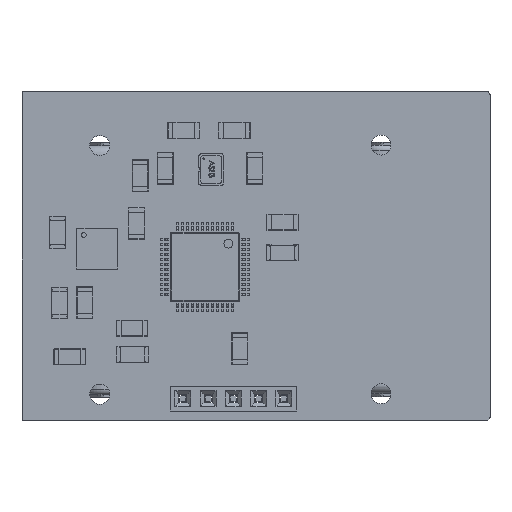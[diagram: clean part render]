
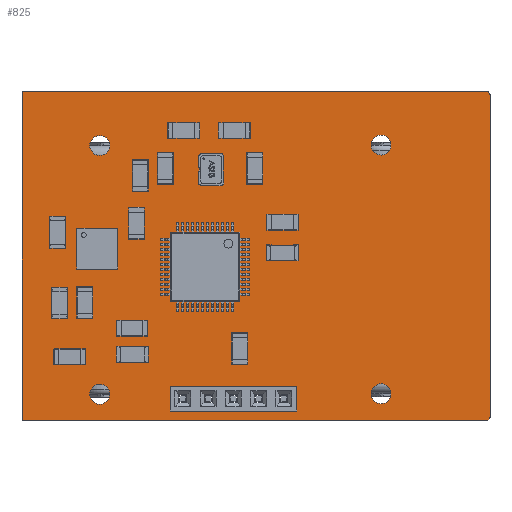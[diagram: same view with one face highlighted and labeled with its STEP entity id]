
A CAD part, top view. The second image highlights one B-rep face of the part: STEP entity #825.
In plain terms, the highlighted planar face has unit normal (0, 0, 1).
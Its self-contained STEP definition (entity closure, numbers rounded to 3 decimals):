
#136 = VERTEX_POINT('',#137);
#137 = CARTESIAN_POINT('',(27.945,74.527,0.411));
#143 = EDGE_CURVE('',#136,#144,#146,.T.);
#144 = VERTEX_POINT('',#145);
#145 = CARTESIAN_POINT('',(27.795,74.678,0.411));
#146 = CIRCLE('',#147,0.15);
#147 = AXIS2_PLACEMENT_3D('',#148,#149,#150);
#148 = CARTESIAN_POINT('',(27.945,74.677,0.411));
#149 = DIRECTION('',(0.,0.,-1.));
#150 = DIRECTION('',(-0.002,-1.,0.));
#176 = EDGE_CURVE('',#144,#177,#179,.T.);
#177 = VERTEX_POINT('',#178);
#178 = CARTESIAN_POINT('',(27.795,107.517,0.411));
#179 = LINE('',#180,#181);
#180 = CARTESIAN_POINT('',(27.795,74.678,0.411));
#181 = VECTOR('',#182,1.);
#182 = DIRECTION('',(0.,1.,0.));
#207 = EDGE_CURVE('',#177,#208,#210,.T.);
#208 = VERTEX_POINT('',#209);
#209 = CARTESIAN_POINT('',(27.945,107.667,0.411));
#210 = CIRCLE('',#211,0.15);
#211 = AXIS2_PLACEMENT_3D('',#212,#213,#214);
#212 = CARTESIAN_POINT('',(27.945,107.517,0.411));
#213 = DIRECTION('',(0.,0.,-1.));
#214 = DIRECTION('',(-1.,0.001,0.));
#240 = EDGE_CURVE('',#208,#241,#243,.T.);
#241 = VERTEX_POINT('',#242);
#242 = CARTESIAN_POINT('',(74.509,107.667,0.411));
#243 = LINE('',#244,#245);
#244 = CARTESIAN_POINT('',(27.945,107.667,0.411));
#245 = VECTOR('',#246,1.);
#246 = DIRECTION('',(1.,0.,0.));
#271 = EDGE_CURVE('',#241,#272,#274,.T.);
#272 = VERTEX_POINT('',#273);
#273 = CARTESIAN_POINT('',(74.656,107.489,0.411));
#274 = CIRCLE('',#275,0.149);
#275 = AXIS2_PLACEMENT_3D('',#276,#277,#278);
#276 = CARTESIAN_POINT('',(74.51,107.518,0.411));
#277 = DIRECTION('',(0.,0.,-1.));
#278 = DIRECTION('',(-0.01,1.,0.));
#304 = EDGE_CURVE('',#272,#305,#307,.T.);
#305 = VERTEX_POINT('',#306);
#306 = CARTESIAN_POINT('',(74.835,107.341,0.411));
#307 = CIRCLE('',#308,0.151);
#308 = AXIS2_PLACEMENT_3D('',#309,#310,#311);
#309 = CARTESIAN_POINT('',(74.684,107.34,0.411));
#310 = DIRECTION('',(0.,0.,-1.));
#311 = DIRECTION('',(-0.184,0.983,0.));
#337 = EDGE_CURVE('',#305,#338,#340,.T.);
#338 = VERTEX_POINT('',#339);
#339 = CARTESIAN_POINT('',(74.835,74.853,0.411));
#340 = LINE('',#341,#342);
#341 = CARTESIAN_POINT('',(74.835,107.341,0.411));
#342 = VECTOR('',#343,1.);
#343 = DIRECTION('',(0.,-1.,0.));
#368 = EDGE_CURVE('',#338,#369,#371,.T.);
#369 = VERTEX_POINT('',#370);
#370 = CARTESIAN_POINT('',(74.791,74.747,0.411));
#371 = CIRCLE('',#372,0.158);
#372 = AXIS2_PLACEMENT_3D('',#373,#374,#375);
#373 = CARTESIAN_POINT('',(74.677,74.857,0.411));
#374 = DIRECTION('',(0.,0.,-1.));
#375 = DIRECTION('',(1.,-0.022,0.));
#401 = EDGE_CURVE('',#369,#402,#404,.T.);
#402 = VERTEX_POINT('',#403);
#403 = CARTESIAN_POINT('',(74.615,74.572,0.411));
#404 = LINE('',#405,#406);
#405 = CARTESIAN_POINT('',(74.791,74.747,0.411));
#406 = VECTOR('',#407,1.);
#407 = DIRECTION('',(-0.709,-0.705,0.));
#432 = EDGE_CURVE('',#402,#433,#435,.T.);
#433 = VERTEX_POINT('',#434);
#434 = CARTESIAN_POINT('',(74.509,74.527,0.411));
#435 = CIRCLE('',#436,0.148);
#436 = AXIS2_PLACEMENT_3D('',#437,#438,#439);
#437 = CARTESIAN_POINT('',(74.509,74.675,0.411));
#438 = DIRECTION('',(0.,0.,-1.));
#439 = DIRECTION('',(0.717,-0.697,0.));
#465 = EDGE_CURVE('',#433,#136,#466,.T.);
#466 = LINE('',#467,#468);
#467 = CARTESIAN_POINT('',(74.509,74.527,0.411));
#468 = VECTOR('',#469,1.);
#469 = DIRECTION('',(-1.,0.,0.));
#489 = VERTEX_POINT('',#490);
#490 = CARTESIAN_POINT('',(36.6,77.2,0.411));
#496 = EDGE_CURVE('',#489,#489,#497,.T.);
#497 = CIRCLE('',#498,1.);
#498 = AXIS2_PLACEMENT_3D('',#499,#500,#501);
#499 = CARTESIAN_POINT('',(35.6,77.2,0.411));
#500 = DIRECTION('',(0.,0.,1.));
#501 = DIRECTION('',(1.,0.,0.));
#522 = VERTEX_POINT('',#523);
#523 = CARTESIAN_POINT('',(44.48,76.7,0.411));
#529 = EDGE_CURVE('',#522,#522,#530,.T.);
#530 = CIRCLE('',#531,0.5);
#531 = AXIS2_PLACEMENT_3D('',#532,#533,#534);
#532 = CARTESIAN_POINT('',(43.98,76.7,0.411));
#533 = DIRECTION('',(0.,0.,1.));
#534 = DIRECTION('',(1.,0.,0.));
#555 = VERTEX_POINT('',#556);
#556 = CARTESIAN_POINT('',(36.6,102.2,0.411));
#562 = EDGE_CURVE('',#555,#555,#563,.T.);
#563 = CIRCLE('',#564,1.);
#564 = AXIS2_PLACEMENT_3D('',#565,#566,#567);
#565 = CARTESIAN_POINT('',(35.6,102.2,0.411));
#566 = DIRECTION('',(0.,0.,1.));
#567 = DIRECTION('',(1.,0.,0.));
#588 = VERTEX_POINT('',#589);
#589 = CARTESIAN_POINT('',(47.02,76.7,0.411));
#595 = EDGE_CURVE('',#588,#588,#596,.T.);
#596 = CIRCLE('',#597,0.5);
#597 = AXIS2_PLACEMENT_3D('',#598,#599,#600);
#598 = CARTESIAN_POINT('',(46.52,76.7,0.411));
#599 = DIRECTION('',(0.,0.,1.));
#600 = DIRECTION('',(1.,0.,0.));
#621 = VERTEX_POINT('',#622);
#622 = CARTESIAN_POINT('',(49.56,76.7,0.411));
#628 = EDGE_CURVE('',#621,#621,#629,.T.);
#629 = CIRCLE('',#630,0.5);
#630 = AXIS2_PLACEMENT_3D('',#631,#632,#633);
#631 = CARTESIAN_POINT('',(49.06,76.7,0.411));
#632 = DIRECTION('',(0.,0.,1.));
#633 = DIRECTION('',(1.,0.,0.));
#654 = VERTEX_POINT('',#655);
#655 = CARTESIAN_POINT('',(52.1,76.7,0.411));
#661 = EDGE_CURVE('',#654,#654,#662,.T.);
#662 = CIRCLE('',#663,0.5);
#663 = AXIS2_PLACEMENT_3D('',#664,#665,#666);
#664 = CARTESIAN_POINT('',(51.6,76.7,0.411));
#665 = DIRECTION('',(0.,0.,1.));
#666 = DIRECTION('',(1.,0.,0.));
#687 = VERTEX_POINT('',#688);
#688 = CARTESIAN_POINT('',(54.64,76.7,0.411));
#694 = EDGE_CURVE('',#687,#687,#695,.T.);
#695 = CIRCLE('',#696,0.5);
#696 = AXIS2_PLACEMENT_3D('',#697,#698,#699);
#697 = CARTESIAN_POINT('',(54.14,76.7,0.411));
#698 = DIRECTION('',(0.,0.,1.));
#699 = DIRECTION('',(1.,0.,0.));
#720 = VERTEX_POINT('',#721);
#721 = CARTESIAN_POINT('',(64.882,77.248,0.411));
#727 = EDGE_CURVE('',#720,#720,#728,.T.);
#728 = CIRCLE('',#729,1.);
#729 = AXIS2_PLACEMENT_3D('',#730,#731,#732);
#730 = CARTESIAN_POINT('',(63.882,77.248,0.411));
#731 = DIRECTION('',(0.,0.,1.));
#732 = DIRECTION('',(1.,0.,0.));
#753 = VERTEX_POINT('',#754);
#754 = CARTESIAN_POINT('',(64.882,102.248,0.411));
#760 = EDGE_CURVE('',#753,#753,#761,.T.);
#761 = CIRCLE('',#762,1.);
#762 = AXIS2_PLACEMENT_3D('',#763,#764,#765);
#763 = CARTESIAN_POINT('',(63.882,102.248,0.411));
#764 = DIRECTION('',(0.,0.,1.));
#765 = DIRECTION('',(1.,0.,0.));
#825 = ADVANCED_FACE('',(#826,#839,#842,#845,#848,#851,#854,#857,#860,
    #863),#866,.T.);
#826 = FACE_BOUND('',#827,.F.);
#827 = EDGE_LOOP('',(#828,#829,#830,#831,#832,#833,#834,#835,#836,#837,
    #838));
#828 = ORIENTED_EDGE('',*,*,#143,.T.);
#829 = ORIENTED_EDGE('',*,*,#176,.T.);
#830 = ORIENTED_EDGE('',*,*,#207,.T.);
#831 = ORIENTED_EDGE('',*,*,#240,.T.);
#832 = ORIENTED_EDGE('',*,*,#271,.T.);
#833 = ORIENTED_EDGE('',*,*,#304,.T.);
#834 = ORIENTED_EDGE('',*,*,#337,.T.);
#835 = ORIENTED_EDGE('',*,*,#368,.T.);
#836 = ORIENTED_EDGE('',*,*,#401,.T.);
#837 = ORIENTED_EDGE('',*,*,#432,.T.);
#838 = ORIENTED_EDGE('',*,*,#465,.T.);
#839 = FACE_BOUND('',#840,.T.);
#840 = EDGE_LOOP('',(#841));
#841 = ORIENTED_EDGE('',*,*,#496,.F.);
#842 = FACE_BOUND('',#843,.T.);
#843 = EDGE_LOOP('',(#844));
#844 = ORIENTED_EDGE('',*,*,#529,.F.);
#845 = FACE_BOUND('',#846,.T.);
#846 = EDGE_LOOP('',(#847));
#847 = ORIENTED_EDGE('',*,*,#562,.F.);
#848 = FACE_BOUND('',#849,.T.);
#849 = EDGE_LOOP('',(#850));
#850 = ORIENTED_EDGE('',*,*,#595,.F.);
#851 = FACE_BOUND('',#852,.T.);
#852 = EDGE_LOOP('',(#853));
#853 = ORIENTED_EDGE('',*,*,#628,.F.);
#854 = FACE_BOUND('',#855,.T.);
#855 = EDGE_LOOP('',(#856));
#856 = ORIENTED_EDGE('',*,*,#661,.F.);
#857 = FACE_BOUND('',#858,.T.);
#858 = EDGE_LOOP('',(#859));
#859 = ORIENTED_EDGE('',*,*,#694,.F.);
#860 = FACE_BOUND('',#861,.T.);
#861 = EDGE_LOOP('',(#862));
#862 = ORIENTED_EDGE('',*,*,#727,.F.);
#863 = FACE_BOUND('',#864,.T.);
#864 = EDGE_LOOP('',(#865));
#865 = ORIENTED_EDGE('',*,*,#760,.F.);
#866 = PLANE('',#867);
#867 = AXIS2_PLACEMENT_3D('',#868,#869,#870);
#868 = CARTESIAN_POINT('',(27.945,74.527,0.411));
#869 = DIRECTION('',(0.,0.,1.));
#870 = DIRECTION('',(1.,0.,0.));
